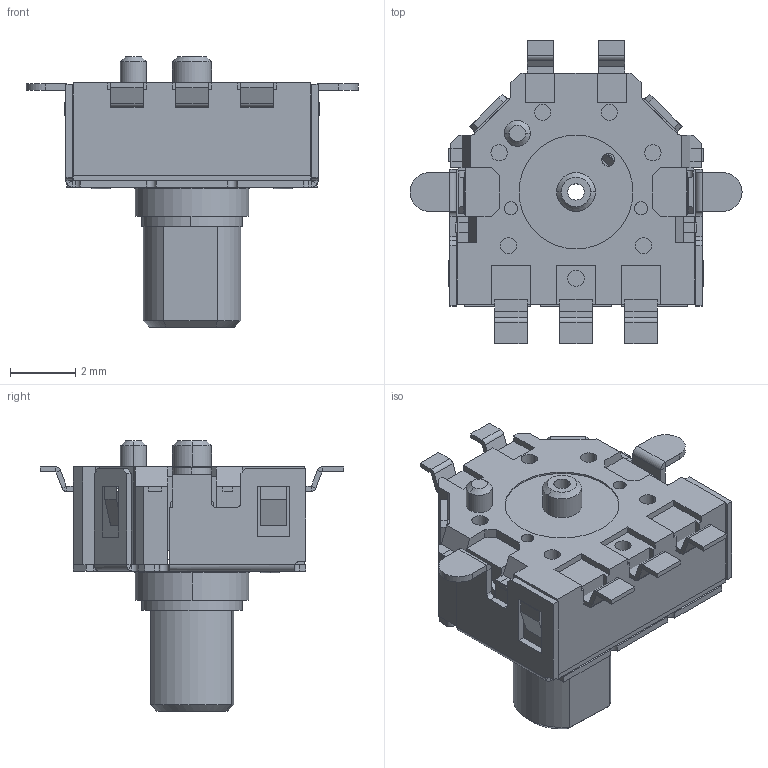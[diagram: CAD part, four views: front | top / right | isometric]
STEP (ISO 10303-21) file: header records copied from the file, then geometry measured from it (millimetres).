
FILE_DESCRIPTION (( 'STEP AP214' ), '1' );
FILE_NAME ('E8H8-7.5TS-01.STEP', '2023-10-18T11:16:18', ( 'User' ), ( 'China' ), 'SwSTEP 2.0', 'SolidWorks 2012', '' );
FILE_SCHEMA (( 'AUTOMOTIVE_DESIGN' ));
Length unit declared in the file: millimetre
Products named in the file (1): E8H8-7.5TS-01
Bounding box: 10.19 x 9.32 x 8.3 mm (x, y, z)
Surface area: 491.8 mm2 (no closed solid volume)
Topology: 0 solids, 10 shells, 585 faces, 1892 edges, 1300 vertices
Faces by surface type: plane 364, cylinder 158, bspline 49, cone 8, torus 6
Entity records: 29023 total; most frequent: CARTESIAN_POINT 6081, DIRECTION 3338, ORIENTED_EDGE 3288, EDGE_CURVE 1892, VERTEX_POINT 1300, VECTOR 1272, LINE 1272, AXIS2_PLACEMENT_3D 1033
